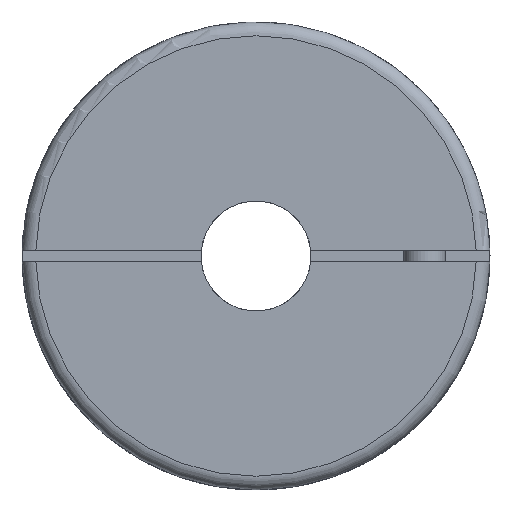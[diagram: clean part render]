
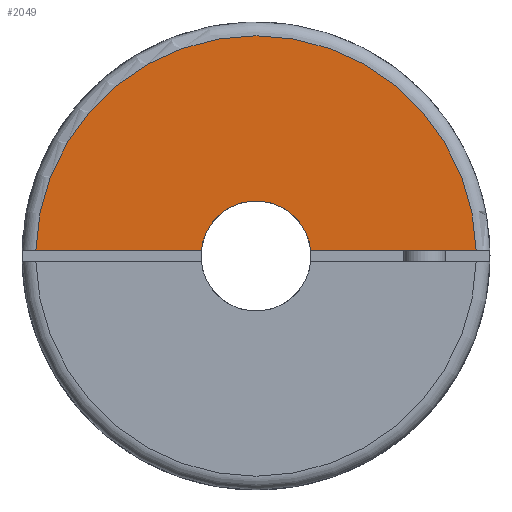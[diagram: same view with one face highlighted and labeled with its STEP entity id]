
A CAD part, left-side view. The second image highlights one B-rep face of the part: STEP entity #2049.
In plain terms, the highlighted planar face has unit normal (-1, 0, 0).
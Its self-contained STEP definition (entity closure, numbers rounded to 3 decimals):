
#67=PLANE('',#2233);
#167=CIRCLE('',#2232,4.);
#168=CIRCLE('',#2234,16.);
#238=LINE('',#3194,#408);
#239=LINE('',#3195,#409);
#408=VECTOR('',#2502,1000.);
#409=VECTOR('',#2503,1000.);
#607=ORIENTED_EDGE('',*,*,#1186,.F.);
#608=ORIENTED_EDGE('',*,*,#1187,.T.);
#609=ORIENTED_EDGE('',*,*,#1184,.T.);
#610=ORIENTED_EDGE('',*,*,#1188,.T.);
#1184=EDGE_CURVE('',#1472,#1471,#167,.T.);
#1186=EDGE_CURVE('',#1473,#1474,#168,.T.);
#1187=EDGE_CURVE('',#1473,#1472,#238,.T.);
#1188=EDGE_CURVE('',#1471,#1474,#239,.T.);
#1471=VERTEX_POINT('',#3186);
#1472=VERTEX_POINT('',#3188);
#1473=VERTEX_POINT('',#3192);
#1474=VERTEX_POINT('',#3193);
#1684=EDGE_LOOP('',(#607,#608,#609,#610));
#1852=FACE_BOUND('',#1684,.T.);
#2049=ADVANCED_FACE('',(#1852),#67,.T.);
#2232=AXIS2_PLACEMENT_3D('',#3187,#2495,#2496);
#2233=AXIS2_PLACEMENT_3D('',#3190,#2498,#2499);
#2234=AXIS2_PLACEMENT_3D('',#3191,#2500,#2501);
#2495=DIRECTION('',(1.,0.,0.));
#2496=DIRECTION('',(0.,0.,-1.));
#2498=DIRECTION('',(-1.,0.,0.));
#2499=DIRECTION('',(0.,0.,1.));
#2500=DIRECTION('',(1.,0.,0.));
#2501=DIRECTION('',(0.,0.,-1.));
#2502=DIRECTION('',(0.,-1.,0.));
#2503=DIRECTION('',(0.,-1.,0.));
#3186=CARTESIAN_POINT('',(0.,-3.98,0.4));
#3187=CARTESIAN_POINT('',(0.,0.,0.));
#3188=CARTESIAN_POINT('',(0.,3.98,0.4));
#3190=CARTESIAN_POINT('',(0.,16.,0.));
#3191=CARTESIAN_POINT('',(0.,0.,0.));
#3192=CARTESIAN_POINT('',(0.,15.995,0.4));
#3193=CARTESIAN_POINT('',(0.,-15.995,0.4));
#3194=CARTESIAN_POINT('',(0.,17.,0.4));
#3195=CARTESIAN_POINT('',(0.,17.,0.4));
